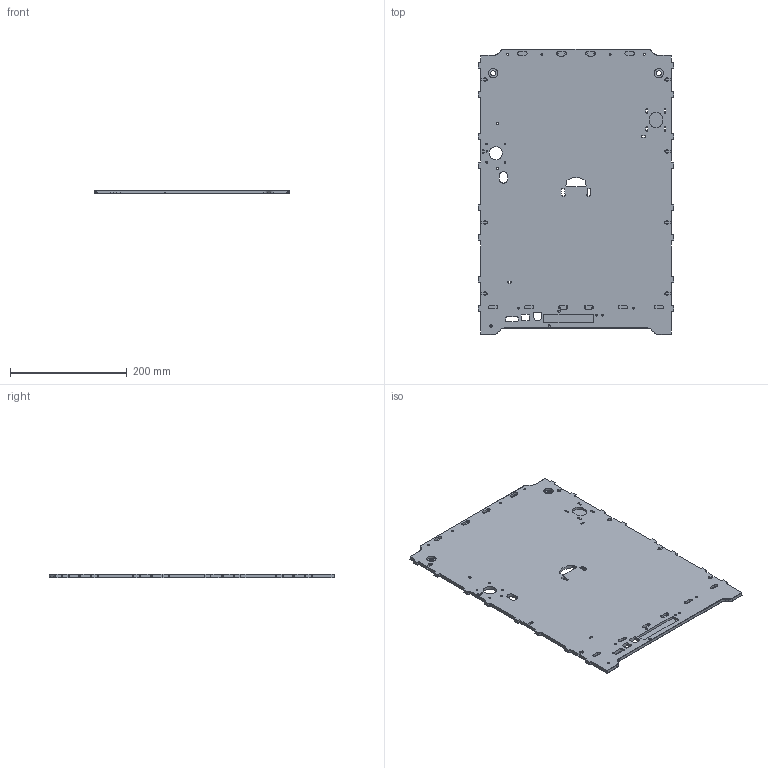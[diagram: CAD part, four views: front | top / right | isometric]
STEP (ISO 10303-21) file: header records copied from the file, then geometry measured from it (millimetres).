
FILE_DESCRIPTION (( 'STEP AP214' ), '1' );
FILE_NAME ('2211-H.STEP', '2016-03-16T13:07:02', ( '' ), ( '' ), 'SwSTEP 2.0', 'SolidWorks 2015', '' );
FILE_SCHEMA (( 'AUTOMOTIVE_DESIGN' ));
Length unit declared in the file: millimetre
Products named in the file (1): 2211-H
Bounding box: 334.2 x 488 x 6 mm (x, y, z)
Volume: 910546 mm3; surface area: 327331.3 mm2
Topology: 1 solids, 1 shells, 498 faces, 1389 edges, 910 vertices
Faces by surface type: plane 261, cylinder 221, cone 16
Entity records: 16181 total; most frequent: DIRECTION 2837, CARTESIAN_POINT 2822, ORIENTED_EDGE 2778, EDGE_CURVE 1389, AXIS2_PLACEMENT_3D 957, VECTOR 923, LINE 923, VERTEX_POINT 910
